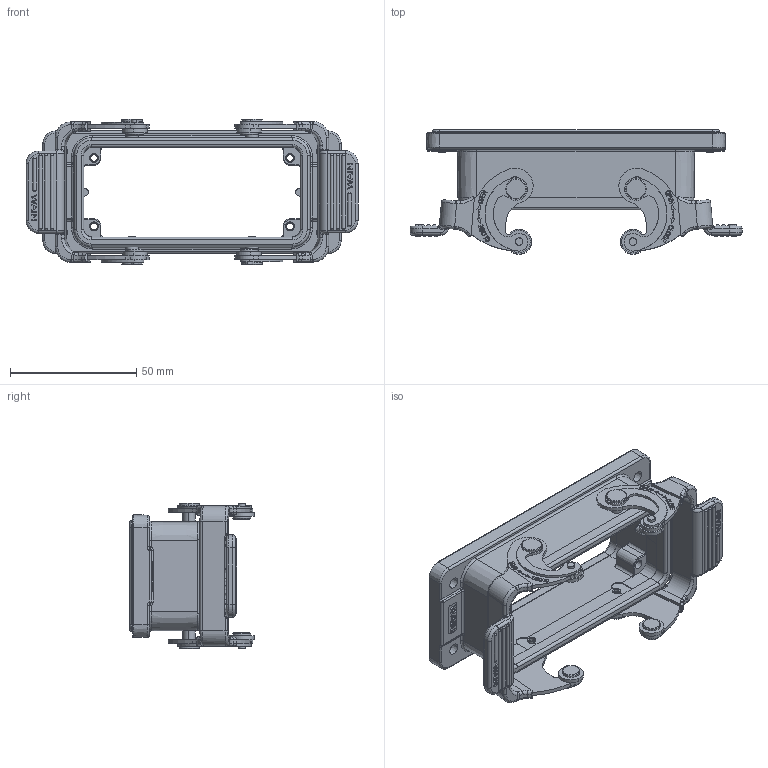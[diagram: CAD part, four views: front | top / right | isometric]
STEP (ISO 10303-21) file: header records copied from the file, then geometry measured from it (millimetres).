
FILE_DESCRIPTION((''),'2;1');
FILE_NAME('H16B-BK-2_2','2017-11-10T',('sy.ji'),(''),'PRO/ENGINEER BY PARAMETRIC TECHNOLOGY CORPORATION, 2014310','PRO/ENGINEER BY PARAMETRIC TECHNOLOGY CORPORATION, 2014310','');
FILE_SCHEMA(('CONFIG_CONTROL_DESIGN'));
Products named in the file (1): H16B-BK-2_2
Bounding box: 131.3 x 49.15 x 57.5 mm (x, y, z)
Volume: 55524.1 mm3; surface area: 42669.1 mm2
Topology: 5 solids, 18 shells, 1993 faces, 5401 edges, 3508 vertices
Faces by surface type: plane 914, cylinder 502, extrusion 159, torus 132, cone 126, bspline 84, sphere 76
Entity records: 73671 total; most frequent: CARTESIAN_POINT 18741, ORIENTED_EDGE 10678, DIRECTION 9776, EDGE_CURVE 5347, VERTEX_POINT 3508, AXIS2_PLACEMENT_3D 3351, VECTOR 3074, LINE 2915
